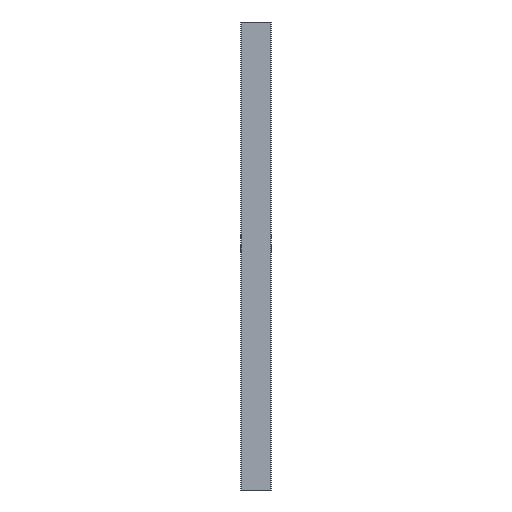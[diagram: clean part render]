
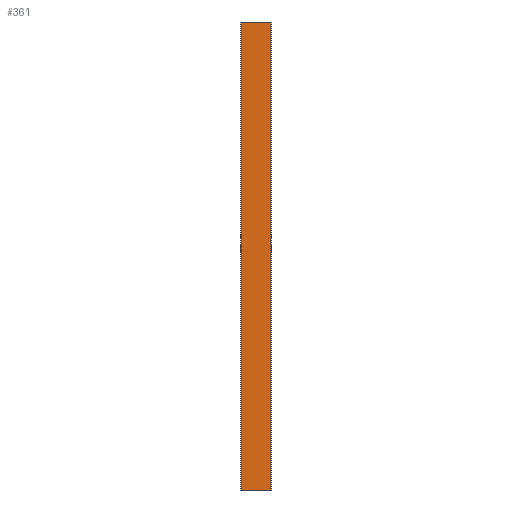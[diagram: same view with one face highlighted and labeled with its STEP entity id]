
A CAD part, front view. The second image highlights one B-rep face of the part: STEP entity #361.
In plain terms, the highlighted planar face has unit normal (0, -1, 0).
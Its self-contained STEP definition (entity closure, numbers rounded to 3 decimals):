
#24 = VERTEX_POINT ( 'NONE', #447 ) ;
#30 = VERTEX_POINT ( 'NONE', #260 ) ;
#92 = EDGE_LOOP ( 'NONE', ( #1019, #1106, #1018, #749 ) ) ;
#175 = VERTEX_POINT ( 'NONE', #1546 ) ;
#187 = FACE_OUTER_BOUND ( 'NONE', #92, .T. ) ;
#260 = CARTESIAN_POINT ( 'NONE',  ( -62., -70., 0. ) ) ;
#276 = LINE ( 'NONE', #1030, #420 ) ;
#361 = ADVANCED_FACE ( 'NONE', ( #187 ), #793, .F. ) ;
#365 = EDGE_CURVE ( 'NONE', #175, #516, #423, .T. ) ;
#420 = VECTOR ( 'NONE', #1089, 1000. ) ;
#423 = LINE ( 'NONE', #1317, #1452 ) ;
#447 = CARTESIAN_POINT ( 'NONE',  ( -62., -70., 2000. ) ) ;
#473 = CARTESIAN_POINT ( 'NONE',  ( 62., -70., 0. ) ) ;
#516 = VERTEX_POINT ( 'NONE', #473 ) ;
#640 = AXIS2_PLACEMENT_3D ( 'NONE', #1203, #1733, #689 ) ;
#689 = DIRECTION ( 'NONE',  ( 0., 0., 1. ) ) ;
#749 = ORIENTED_EDGE ( 'NONE', *, *, #1720, .T. ) ;
#753 = DIRECTION ( 'NONE',  ( 0., 0., -1. ) ) ;
#793 = PLANE ( 'NONE',  #640 ) ;
#1011 = LINE ( 'NONE', #1107, #1716 ) ;
#1018 = ORIENTED_EDGE ( 'NONE', *, *, #1745, .F. ) ;
#1019 = ORIENTED_EDGE ( 'NONE', *, *, #1636, .T. ) ;
#1030 = CARTESIAN_POINT ( 'NONE',  ( -62., -70., 2000. ) ) ;
#1035 = CARTESIAN_POINT ( 'NONE',  ( -62., -70., 2000. ) ) ;
#1041 = VECTOR ( 'NONE', #1168, 1000. ) ;
#1089 = DIRECTION ( 'NONE',  ( 1., 0., 0. ) ) ;
#1098 = DIRECTION ( 'NONE',  ( 1., 0., 0. ) ) ;
#1106 = ORIENTED_EDGE ( 'NONE', *, *, #365, .F. ) ;
#1107 = CARTESIAN_POINT ( 'NONE',  ( -62., -70., 0. ) ) ;
#1168 = DIRECTION ( 'NONE',  ( 0., 0., -1. ) ) ;
#1203 = CARTESIAN_POINT ( 'NONE',  ( -62., -70., 2000. ) ) ;
#1317 = CARTESIAN_POINT ( 'NONE',  ( 62., -70., 2000. ) ) ;
#1452 = VECTOR ( 'NONE', #753, 1000. ) ;
#1546 = CARTESIAN_POINT ( 'NONE',  ( 62., -70., 2000. ) ) ;
#1636 = EDGE_CURVE ( 'NONE', #30, #516, #1011, .T. ) ;
#1643 = LINE ( 'NONE', #1035, #1041 ) ;
#1716 = VECTOR ( 'NONE', #1098, 1000. ) ;
#1720 = EDGE_CURVE ( 'NONE', #24, #30, #1643, .T. ) ;
#1733 = DIRECTION ( 'NONE',  ( 0., 1., 0. ) ) ;
#1745 = EDGE_CURVE ( 'NONE', #24, #175, #276, .T. ) ;
